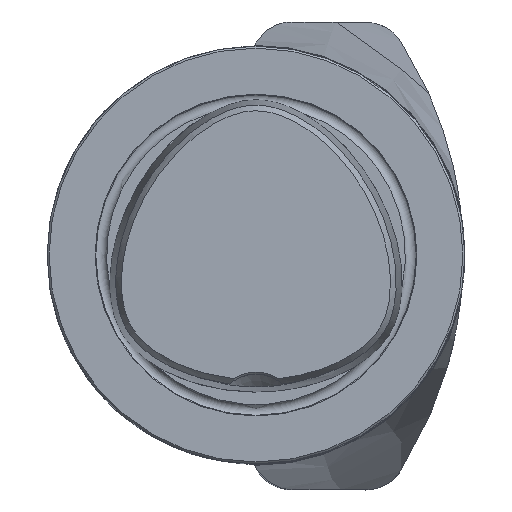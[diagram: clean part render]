
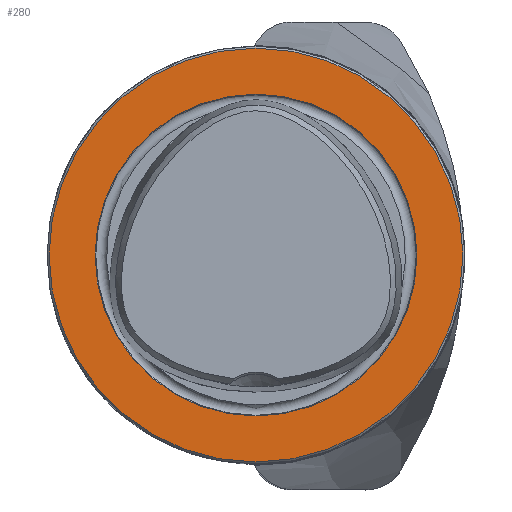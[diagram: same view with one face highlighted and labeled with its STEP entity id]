
A CAD part, top view. The second image highlights one B-rep face of the part: STEP entity #280.
In plain terms, the highlighted planar face has unit normal (0, 0, 1).
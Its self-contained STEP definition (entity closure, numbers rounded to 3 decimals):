
#280=ADVANCED_FACE('CU_E_LO_SU_1',(#488,#489),#343,.F.);
#343=PLANE('',#1542);
#488=FACE_BOUND('',#578,.T.);
#489=FACE_BOUND('',#579,.T.);
#578=EDGE_LOOP('',(#872));
#579=EDGE_LOOP('',(#873));
#872=ORIENTED_EDGE('',*,*,#1314,.F.);
#873=ORIENTED_EDGE('',*,*,#1313,.T.);
#1146=VERTEX_POINT('',#8342);
#1147=VERTEX_POINT('',#8345);
#1313=EDGE_CURVE('',#1146,#1146,#1406,.T.);
#1314=EDGE_CURVE('',#1147,#1147,#1407,.T.);
#1406=CIRCLE('',#1539,31.2);
#1407=CIRCLE('',#1541,24.264);
#1539=AXIS2_PLACEMENT_3D('',#8341,#1817,#1818);
#1541=AXIS2_PLACEMENT_3D('',#8344,#1821,#1822);
#1542=AXIS2_PLACEMENT_3D('',#8346,#1823,#1824);
#1817=DIRECTION('',(0.,0.,1.));
#1818=DIRECTION('',(0.,1.,0.));
#1821=DIRECTION('',(0.,0.,1.));
#1822=DIRECTION('',(0.,1.,0.));
#1823=DIRECTION('',(0.,0.,-1.));
#1824=DIRECTION('',(0.,-1.,0.));
#8341=CARTESIAN_POINT('',(0.,0.,0.));
#8342=CARTESIAN_POINT('',(0.,31.2,0.));
#8344=CARTESIAN_POINT('',(0.,0.,0.));
#8345=CARTESIAN_POINT('',(0.,24.264,0.));
#8346=CARTESIAN_POINT('',(0.,-31.2,0.));
